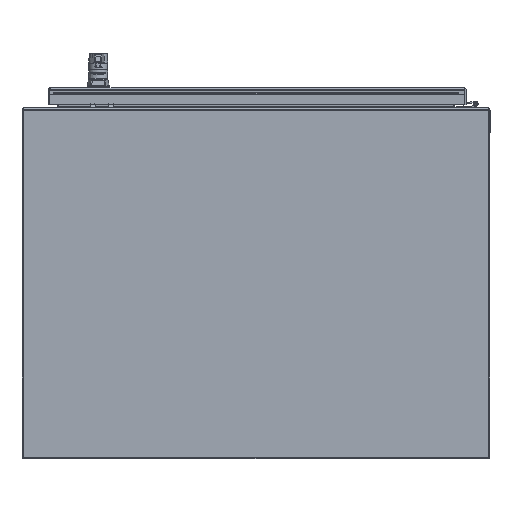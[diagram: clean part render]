
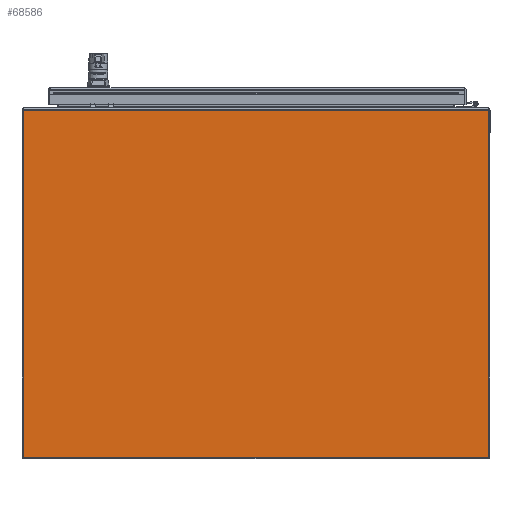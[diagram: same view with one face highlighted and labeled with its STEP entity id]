
A CAD part, front view. The second image highlights one B-rep face of the part: STEP entity #68586.
In plain terms, the highlighted planar face has unit normal (0, -1, 0).
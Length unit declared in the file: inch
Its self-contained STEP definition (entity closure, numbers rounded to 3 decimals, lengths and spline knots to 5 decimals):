
#9719 = EDGE_CURVE ( 'NONE', #77033, #108618, #58807, .T. ) ;
#14940 = CARTESIAN_POINT ( 'NONE',  ( 11.31658, -23.71572, -9.3265 ) ) ;
#20630 = VERTEX_POINT ( 'NONE', #35944 ) ;
#24642 = DIRECTION ( 'NONE',  ( 1., 0., 0. ) ) ;
#32620 = CARTESIAN_POINT ( 'NONE',  ( -12.53542, -23.71572, 8.463 ) ) ;
#35944 = CARTESIAN_POINT ( 'NONE',  ( 11.31658, -23.71572, -9.3265 ) ) ;
#36968 = PLANE ( 'NONE',  #62250 ) ;
#37078 = DIRECTION ( 'NONE',  ( 0., 0., -1. ) ) ;
#37237 = LINE ( 'NONE', #135026, #83443 ) ;
#48258 = EDGE_CURVE ( 'NONE', #108618, #75660, #134574, .T. ) ;
#48344 = FACE_OUTER_BOUND ( 'NONE', #51149, .T. ) ;
#51149 = EDGE_LOOP ( 'NONE', ( #139653, #86163, #52754, #134678 ) ) ;
#52754 = ORIENTED_EDGE ( 'NONE', *, *, #116836, .F. ) ;
#57365 = CARTESIAN_POINT ( 'NONE',  ( -12.53542, -23.71572, 8.5255 ) ) ;
#58807 = LINE ( 'NONE', #57365, #73454 ) ;
#62250 = AXIS2_PLACEMENT_3D ( 'NONE', #101166, #79078, #123374 ) ;
#68586 = ADVANCED_FACE ( 'NONE', ( #48344 ), #36968, .F. ) ;
#69161 = LINE ( 'NONE', #14940, #126602 ) ;
#73454 = VECTOR ( 'NONE', #100893, 39.37008 ) ;
#75660 = VERTEX_POINT ( 'NONE', #125155 ) ;
#77033 = VERTEX_POINT ( 'NONE', #96143 ) ;
#79078 = DIRECTION ( 'NONE',  ( 0., 1., 0. ) ) ;
#80781 = DIRECTION ( 'NONE',  ( -1., 0., 0. ) ) ;
#83127 = VECTOR ( 'NONE', #24642, 39.37008 ) ;
#83443 = VECTOR ( 'NONE', #80781, 39.37008 ) ;
#86163 = ORIENTED_EDGE ( 'NONE', *, *, #137203, .F. ) ;
#96143 = CARTESIAN_POINT ( 'NONE',  ( -12.53542, -23.71572, -9.3265 ) ) ;
#100893 = DIRECTION ( 'NONE',  ( 0., 0., 1. ) ) ;
#101166 = CARTESIAN_POINT ( 'NONE',  ( -0.60942, -23.71572, -0.4005 ) ) ;
#108618 = VERTEX_POINT ( 'NONE', #32620 ) ;
#112392 = CARTESIAN_POINT ( 'NONE',  ( -0.60942, -23.71572, 8.463 ) ) ;
#116836 = EDGE_CURVE ( 'NONE', #75660, #20630, #69161, .T. ) ;
#123374 = DIRECTION ( 'NONE',  ( 1., 0., 0. ) ) ;
#125155 = CARTESIAN_POINT ( 'NONE',  ( 11.31658, -23.71572, 8.463 ) ) ;
#126602 = VECTOR ( 'NONE', #37078, 39.37008 ) ;
#134574 = LINE ( 'NONE', #112392, #83127 ) ;
#134678 = ORIENTED_EDGE ( 'NONE', *, *, #48258, .F. ) ;
#135026 = CARTESIAN_POINT ( 'NONE',  ( -12.53542, -23.71572, -9.3265 ) ) ;
#137203 = EDGE_CURVE ( 'NONE', #20630, #77033, #37237, .T. ) ;
#139653 = ORIENTED_EDGE ( 'NONE', *, *, #9719, .F. ) ;
